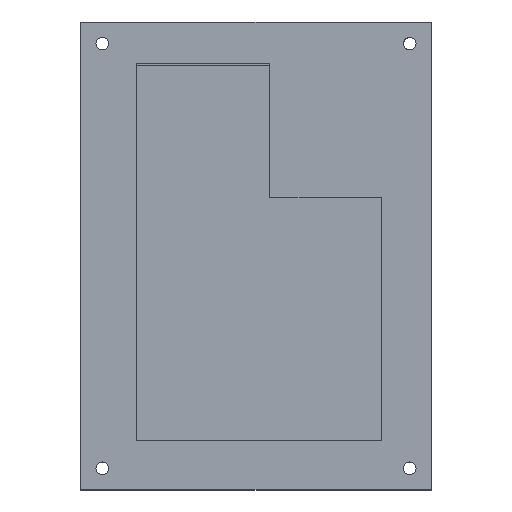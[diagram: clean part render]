
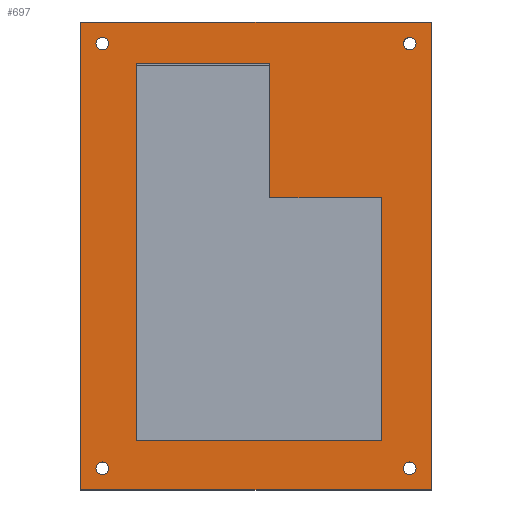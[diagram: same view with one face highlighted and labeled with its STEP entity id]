
A CAD part, top view. The second image highlights one B-rep face of the part: STEP entity #697.
In plain terms, the highlighted planar face has unit normal (0, 0, 1).
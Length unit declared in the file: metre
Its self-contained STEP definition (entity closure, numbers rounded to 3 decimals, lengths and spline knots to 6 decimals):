
#14=CIRCLE('',#754,0.00145);
#16=CIRCLE('',#757,0.00145);
#18=CIRCLE('',#760,0.00145);
#20=CIRCLE('',#763,0.00145);
#88=ORIENTED_EDGE('',*,*,#256,.F.);
#89=ORIENTED_EDGE('',*,*,#254,.F.);
#90=ORIENTED_EDGE('',*,*,#252,.F.);
#91=ORIENTED_EDGE('',*,*,#250,.F.);
#92=ORIENTED_EDGE('',*,*,#234,.F.);
#93=ORIENTED_EDGE('',*,*,#238,.T.);
#94=ORIENTED_EDGE('',*,*,#241,.T.);
#95=ORIENTED_EDGE('',*,*,#244,.T.);
#96=ORIENTED_EDGE('',*,*,#247,.T.);
#97=ORIENTED_EDGE('',*,*,#249,.F.);
#98=ORIENTED_EDGE('',*,*,#224,.F.);
#99=ORIENTED_EDGE('',*,*,#228,.T.);
#100=ORIENTED_EDGE('',*,*,#231,.T.);
#101=ORIENTED_EDGE('',*,*,#259,.F.);
#224=EDGE_CURVE('',#315,#316,#381,.T.);
#228=EDGE_CURVE('',#315,#318,#385,.T.);
#231=EDGE_CURVE('',#318,#320,#388,.T.);
#234=EDGE_CURVE('',#323,#324,#391,.T.);
#238=EDGE_CURVE('',#323,#326,#395,.T.);
#241=EDGE_CURVE('',#326,#328,#398,.T.);
#244=EDGE_CURVE('',#328,#330,#401,.T.);
#247=EDGE_CURVE('',#330,#332,#404,.T.);
#249=EDGE_CURVE('',#324,#332,#406,.T.);
#250=EDGE_CURVE('',#333,#333,#14,.T.);
#252=EDGE_CURVE('',#335,#335,#16,.T.);
#254=EDGE_CURVE('',#337,#337,#18,.T.);
#256=EDGE_CURVE('',#339,#339,#20,.T.);
#259=EDGE_CURVE('',#316,#320,#408,.T.);
#315=VERTEX_POINT('',#990);
#316=VERTEX_POINT('',#992);
#318=VERTEX_POINT('',#998);
#320=VERTEX_POINT('',#1004);
#323=VERTEX_POINT('',#1011);
#324=VERTEX_POINT('',#1013);
#326=VERTEX_POINT('',#1019);
#328=VERTEX_POINT('',#1025);
#330=VERTEX_POINT('',#1031);
#332=VERTEX_POINT('',#1037);
#333=VERTEX_POINT('',#1044);
#335=VERTEX_POINT('',#1049);
#337=VERTEX_POINT('',#1054);
#339=VERTEX_POINT('',#1059);
#381=LINE('',#991,#454);
#385=LINE('',#999,#458);
#388=LINE('',#1005,#461);
#391=LINE('',#1012,#464);
#395=LINE('',#1020,#468);
#398=LINE('',#1026,#471);
#401=LINE('',#1032,#474);
#404=LINE('',#1038,#477);
#406=LINE('',#1041,#479);
#408=LINE('',#1064,#481);
#454=VECTOR('',#805,1.);
#458=VECTOR('',#811,1.);
#461=VECTOR('',#816,1.);
#464=VECTOR('',#821,1.);
#468=VECTOR('',#827,1.);
#471=VECTOR('',#832,1.);
#474=VECTOR('',#837,1.);
#477=VECTOR('',#842,1.);
#479=VECTOR('',#846,1.);
#481=VECTOR('',#874,1.);
#543=EDGE_LOOP('',(#88));
#544=EDGE_LOOP('',(#89));
#545=EDGE_LOOP('',(#90));
#546=EDGE_LOOP('',(#91));
#547=EDGE_LOOP('',(#92,#93,#94,#95,#96,#97));
#548=EDGE_LOOP('',(#98,#99,#100,#101));
#608=FACE_BOUND('',#543,.T.);
#609=FACE_BOUND('',#544,.T.);
#610=FACE_BOUND('',#545,.T.);
#611=FACE_BOUND('',#546,.T.);
#612=FACE_BOUND('',#547,.T.);
#613=FACE_BOUND('',#548,.T.);
#665=PLANE('',#766);
#697=ADVANCED_FACE('',(#608,#609,#610,#611,#612,#613),#665,.T.);
#754=AXIS2_PLACEMENT_3D('',#1043,#849,#850);
#757=AXIS2_PLACEMENT_3D('',#1048,#855,#856);
#760=AXIS2_PLACEMENT_3D('',#1053,#861,#862);
#763=AXIS2_PLACEMENT_3D('',#1058,#867,#868);
#766=AXIS2_PLACEMENT_3D('',#1065,#875,#876);
#805=DIRECTION('',(1.,0.,0.));
#811=DIRECTION('',(0.,-1.,0.));
#816=DIRECTION('',(1.,0.,0.));
#821=DIRECTION('',(0.,-1.,0.));
#827=DIRECTION('',(1.,0.,0.));
#832=DIRECTION('',(0.,-1.,0.));
#837=DIRECTION('',(1.,0.,0.));
#842=DIRECTION('',(0.,-1.,0.));
#846=DIRECTION('',(1.,0.,0.));
#849=DIRECTION('',(0.,0.,1.));
#850=DIRECTION('',(1.,0.,0.));
#855=DIRECTION('',(0.,0.,1.));
#856=DIRECTION('',(1.,0.,0.));
#861=DIRECTION('',(0.,0.,1.));
#862=DIRECTION('',(1.,0.,0.));
#867=DIRECTION('',(0.,0.,1.));
#868=DIRECTION('',(1.,0.,0.));
#874=DIRECTION('',(0.,-1.,0.));
#875=DIRECTION('',(0.,0.,1.));
#876=DIRECTION('',(1.,0.,0.));
#990=CARTESIAN_POINT('',(-0.040129,0.054263,0.016));
#991=CARTESIAN_POINT('',(0.000371,0.054263,0.016));
#992=CARTESIAN_POINT('',(0.040871,0.054263,0.016));
#998=CARTESIAN_POINT('',(-0.040129,-0.053737,0.016));
#999=CARTESIAN_POINT('',(-0.040129,0.000263,0.016));
#1004=CARTESIAN_POINT('',(0.040871,-0.053737,0.016));
#1005=CARTESIAN_POINT('',(0.000371,-0.053737,0.016));
#1011=CARTESIAN_POINT('',(-0.027224,0.044756,0.016));
#1012=CARTESIAN_POINT('',(-0.027224,0.029239,0.016));
#1013=CARTESIAN_POINT('',(-0.027224,-0.042432,0.016));
#1019=CARTESIAN_POINT('',(0.003555,0.044756,0.016));
#1020=CARTESIAN_POINT('',(-0.011834,0.044756,0.016));
#1025=CARTESIAN_POINT('',(0.003555,0.013723,0.016));
#1026=CARTESIAN_POINT('',(0.003555,0.029239,0.016));
#1031=CARTESIAN_POINT('',(0.029363,0.013723,0.016));
#1032=CARTESIAN_POINT('',(0.016459,0.013723,0.016));
#1037=CARTESIAN_POINT('',(0.029363,-0.042432,0.016));
#1038=CARTESIAN_POINT('',(0.029363,-0.014355,0.016));
#1041=CARTESIAN_POINT('',(0.00107,-0.042432,0.016));
#1043=CARTESIAN_POINT('',(-0.035129,0.049263,0.016));
#1044=CARTESIAN_POINT('',(-0.033679,0.049263,0.016));
#1048=CARTESIAN_POINT('',(0.035871,0.049263,0.016));
#1049=CARTESIAN_POINT('',(0.037321,0.049263,0.016));
#1053=CARTESIAN_POINT('',(-0.035129,-0.048737,0.016));
#1054=CARTESIAN_POINT('',(-0.033679,-0.048737,0.016));
#1058=CARTESIAN_POINT('',(0.035871,-0.048737,0.016));
#1059=CARTESIAN_POINT('',(0.037321,-0.048737,0.016));
#1064=CARTESIAN_POINT('',(0.040871,0.000263,0.016));
#1065=CARTESIAN_POINT('',(0.000371,0.000263,0.016));
